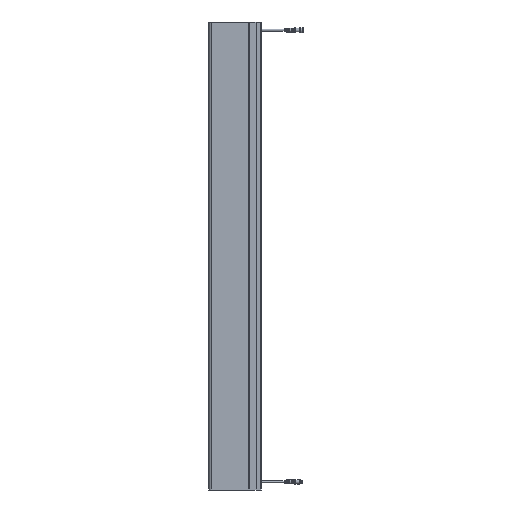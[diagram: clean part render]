
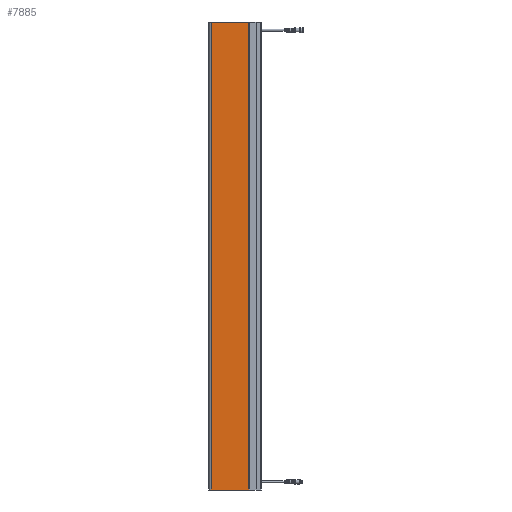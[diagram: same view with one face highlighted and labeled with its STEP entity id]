
A CAD part, left-side view. The second image highlights one B-rep face of the part: STEP entity #7885.
In plain terms, the highlighted planar face has unit normal (-1, 0, 0).
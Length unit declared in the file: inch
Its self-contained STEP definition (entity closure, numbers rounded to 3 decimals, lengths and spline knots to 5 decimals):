
#281 = CARTESIAN_POINT ( 'NONE',  ( -1.06299, 1.98819, 36. ) ) ;
#457 = EDGE_CURVE ( 'NONE', #7326, #12772, #8843, .T. ) ;
#469 = ORIENTED_EDGE ( 'NONE', *, *, #7637, .F. ) ;
#1439 = PLANE ( 'NONE',  #3887 ) ;
#1477 = EDGE_CURVE ( 'NONE', #10004, #3004, #4332, .T. ) ;
#1483 = CARTESIAN_POINT ( 'NONE',  ( -1.06299, 0.9252, 36. ) ) ;
#2064 = CARTESIAN_POINT ( 'NONE',  ( -1.06299, 0.9252, 18. ) ) ;
#2327 = ORIENTED_EDGE ( 'NONE', *, *, #6404, .T. ) ;
#2581 = DIRECTION ( 'NONE',  ( 0., 1., 0. ) ) ;
#2889 = VECTOR ( 'NONE', #7888, 39.37008 ) ;
#3004 = VERTEX_POINT ( 'NONE', #4632 ) ;
#3343 = VECTOR ( 'NONE', #4488, 39.37008 ) ;
#3471 = CARTESIAN_POINT ( 'NONE',  ( -1.06299, 1.98819, 0. ) ) ;
#3887 = AXIS2_PLACEMENT_3D ( 'NONE', #1483, #6200, #10673 ) ;
#4332 = LINE ( 'NONE', #281, #14382 ) ;
#4488 = DIRECTION ( 'NONE',  ( 0., 1., 0. ) ) ;
#4632 = CARTESIAN_POINT ( 'NONE',  ( -1.06299, 3.79921, 36. ) ) ;
#5553 = DIRECTION ( 'NONE',  ( 0., 0., -1. ) ) ;
#6200 = DIRECTION ( 'NONE',  ( 1., 0., 0. ) ) ;
#6404 = EDGE_CURVE ( 'NONE', #3004, #12772, #10946, .T. ) ;
#7052 = LINE ( 'NONE', #2064, #7234 ) ;
#7234 = VECTOR ( 'NONE', #5553, 39.37008 ) ;
#7326 = VERTEX_POINT ( 'NONE', #14571 ) ;
#7637 = EDGE_CURVE ( 'NONE', #10004, #7326, #7052, .T. ) ;
#7885 = ADVANCED_FACE ( 'NONE', ( #13543 ), #1439, .F. ) ;
#7888 = DIRECTION ( 'NONE',  ( 0., 0., -1. ) ) ;
#8843 = LINE ( 'NONE', #3471, #3343 ) ;
#9277 = ORIENTED_EDGE ( 'NONE', *, *, #457, .F. ) ;
#10004 = VERTEX_POINT ( 'NONE', #14542 ) ;
#10669 = ORIENTED_EDGE ( 'NONE', *, *, #1477, .T. ) ;
#10673 = DIRECTION ( 'NONE',  ( 0., 0., -1. ) ) ;
#10946 = LINE ( 'NONE', #11318, #2889 ) ;
#11215 = CARTESIAN_POINT ( 'NONE',  ( -1.06299, 3.79921, 0. ) ) ;
#11318 = CARTESIAN_POINT ( 'NONE',  ( -1.06299, 3.79921, 18. ) ) ;
#11789 = EDGE_LOOP ( 'NONE', ( #469, #10669, #2327, #9277 ) ) ;
#12772 = VERTEX_POINT ( 'NONE', #11215 ) ;
#13543 = FACE_OUTER_BOUND ( 'NONE', #11789, .T. ) ;
#14382 = VECTOR ( 'NONE', #2581, 39.37008 ) ;
#14542 = CARTESIAN_POINT ( 'NONE',  ( -1.06299, 0.9252, 36. ) ) ;
#14571 = CARTESIAN_POINT ( 'NONE',  ( -1.06299, 0.9252, 0. ) ) ;
